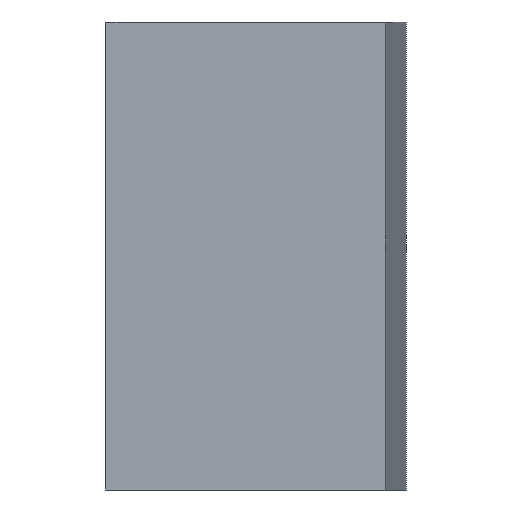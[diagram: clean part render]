
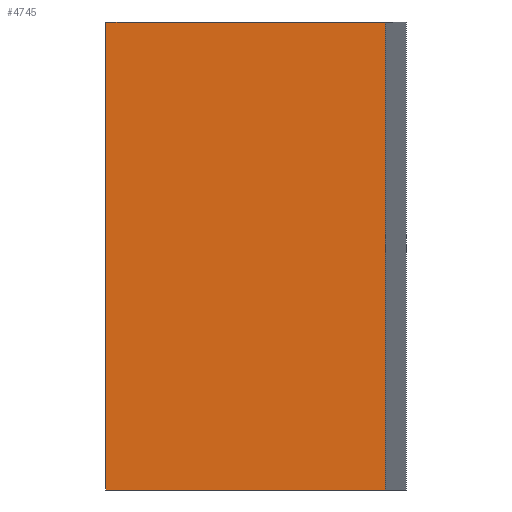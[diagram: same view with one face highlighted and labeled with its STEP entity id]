
A CAD part, left-side view. The second image highlights one B-rep face of the part: STEP entity #4745.
In plain terms, the highlighted planar face has unit normal (-1, 0, 0).
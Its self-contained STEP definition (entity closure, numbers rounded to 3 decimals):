
#576=FACE_OUTER_BOUND('',#835,.T.);
#835=EDGE_LOOP('',(#3255,#3256,#3257,#3258));
#1158=LINE('',#7367,#1623);
#1164=LINE('',#7377,#1629);
#1165=LINE('',#7380,#1630);
#1166=LINE('',#7381,#1631);
#1623=VECTOR('',#5844,10.);
#1629=VECTOR('',#5852,10.);
#1630=VECTOR('',#5855,10.);
#1631=VECTOR('',#5856,10.);
#2083=VERTEX_POINT('',#7365);
#2084=VERTEX_POINT('',#7366);
#2087=VERTEX_POINT('',#7375);
#2088=VERTEX_POINT('',#7379);
#2546=EDGE_CURVE('',#2083,#2084,#1158,.T.);
#2552=EDGE_CURVE('',#2087,#2083,#1164,.T.);
#2553=EDGE_CURVE('',#2088,#2087,#1165,.T.);
#2554=EDGE_CURVE('',#2088,#2084,#1166,.T.);
#3255=ORIENTED_EDGE('',*,*,#2552,.F.);
#3256=ORIENTED_EDGE('',*,*,#2553,.F.);
#3257=ORIENTED_EDGE('',*,*,#2554,.T.);
#3258=ORIENTED_EDGE('',*,*,#2546,.F.);
#4597=PLANE('',#5292);
#4745=ADVANCED_FACE('',(#576),#4597,.T.);
#5292=AXIS2_PLACEMENT_3D('',#7378,#5853,#5854);
#5844=DIRECTION('',(0.,-1.,0.));
#5852=DIRECTION('',(0.,0.,1.));
#5853=DIRECTION('center_axis',(-1.,0.,0.));
#5854=DIRECTION('ref_axis',(0.,1.,0.));
#5855=DIRECTION('',(0.,1.,0.));
#5856=DIRECTION('',(0.,0.,1.));
#7365=CARTESIAN_POINT('',(-240.,3489.949,6000.));
#7366=CARTESIAN_POINT('',(-240.,-234.592,6000.));
#7367=CARTESIAN_POINT('',(-240.,3169.949,6000.));
#7375=CARTESIAN_POINT('',(-240.,3489.949,-240.));
#7377=CARTESIAN_POINT('',(-240.,3489.949,0.));
#7378=CARTESIAN_POINT('Origin',(-240.,-234.592,0.));
#7379=CARTESIAN_POINT('',(-240.,-234.592,-240.));
#7380=CARTESIAN_POINT('',(-240.,3169.949,-240.));
#7381=CARTESIAN_POINT('',(-240.,-234.592,0.));
